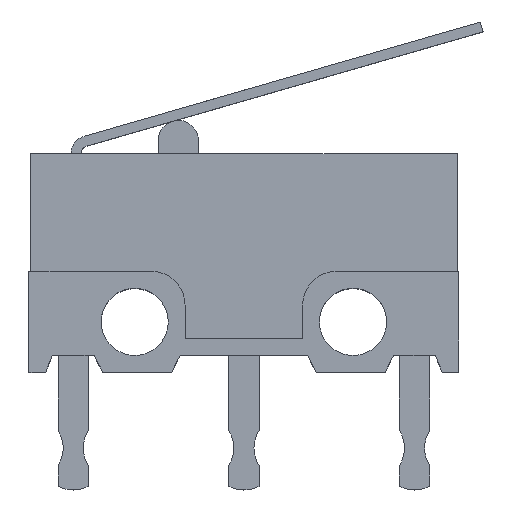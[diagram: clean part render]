
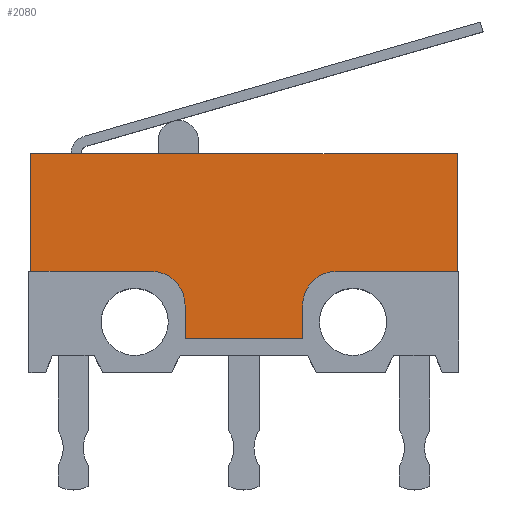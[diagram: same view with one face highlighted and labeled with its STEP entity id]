
A CAD part, top view. The second image highlights one B-rep face of the part: STEP entity #2080.
In plain terms, the highlighted planar face has unit normal (0, 0, 1).
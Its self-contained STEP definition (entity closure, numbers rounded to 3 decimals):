
#22 = ORIENTED_EDGE ( 'NONE', *, *, #1067, .T. ) ;
#62 = DIRECTION ( 'NONE',  ( 0., 1., 0. ) ) ;
#90 = ORIENTED_EDGE ( 'NONE', *, *, #1173, .T. ) ;
#107 = DIRECTION ( 'NONE',  ( 1., 0., 0. ) ) ;
#124 = CARTESIAN_POINT ( 'NONE',  ( 1.75, -291543.25, 2.85 ) ) ;
#228 = DIRECTION ( 'NONE',  ( 1., 0., 0. ) ) ;
#239 = DIRECTION ( 'NONE',  ( 1., 0., 0. ) ) ;
#251 = CARTESIAN_POINT ( 'NONE',  ( -400000., 1.5, 2.85 ) ) ;
#276 = EDGE_CURVE ( 'NONE', #2211, #1462, #1277, .T. ) ;
#307 = CARTESIAN_POINT ( 'NONE',  ( -1.75, -291543.25, 2.85 ) ) ;
#317 = FACE_OUTER_BOUND ( 'NONE', #419, .T. ) ;
#358 = DIRECTION ( 'NONE',  ( 1., 0., 0. ) ) ;
#395 = EDGE_CURVE ( 'NONE', #2447, #1111, #744, .T. ) ;
#406 = VECTOR ( 'NONE', #2102, 1000. ) ;
#419 = EDGE_LOOP ( 'NONE', ( #2883, #2110, #1567, #908, #768, #90, #1475, #878, #22, #2114 ) ) ;
#524 = VERTEX_POINT ( 'NONE', #1847 ) ;
#534 = CARTESIAN_POINT ( 'NONE',  ( 6.35, -291543.25, 2.85 ) ) ;
#558 = CARTESIAN_POINT ( 'NONE',  ( 2.75, 1.5, 2.85 ) ) ;
#566 = VERTEX_POINT ( 'NONE', #2303 ) ;
#579 = DIRECTION ( 'NONE',  ( 0., 0., 1. ) ) ;
#595 = VECTOR ( 'NONE', #2844, 1000. ) ;
#608 = EDGE_CURVE ( 'NONE', #1462, #1445, #842, .T. ) ;
#638 = DIRECTION ( 'NONE',  ( 1., 0., 0. ) ) ;
#643 = PLANE ( 'NONE',  #1492 ) ;
#670 = CARTESIAN_POINT ( 'NONE',  ( 1.75, -0.5, 2.85 ) ) ;
#744 = LINE ( 'NONE', #124, #2311 ) ;
#768 = ORIENTED_EDGE ( 'NONE', *, *, #608, .T. ) ;
#842 = LINE ( 'NONE', #1204, #2382 ) ;
#878 = ORIENTED_EDGE ( 'NONE', *, *, #1402, .T. ) ;
#904 = AXIS2_PLACEMENT_3D ( 'NONE', #2929, #2735, #638 ) ;
#908 = ORIENTED_EDGE ( 'NONE', *, *, #276, .T. ) ;
#1067 = EDGE_CURVE ( 'NONE', #566, #2447, #2567, .T. ) ;
#1111 = VERTEX_POINT ( 'NONE', #1389 ) ;
#1173 = EDGE_CURVE ( 'NONE', #1445, #1225, #2186, .T. ) ;
#1188 = LINE ( 'NONE', #2378, #595 ) ;
#1204 = CARTESIAN_POINT ( 'NONE',  ( -6.35, -291543.25, 2.85 ) ) ;
#1225 = VERTEX_POINT ( 'NONE', #2679 ) ;
#1277 = LINE ( 'NONE', #1911, #406 ) ;
#1281 = CARTESIAN_POINT ( 'NONE',  ( -2.75, 0.5, 2.85 ) ) ;
#1389 = CARTESIAN_POINT ( 'NONE',  ( 1.75, 0.5, 2.85 ) ) ;
#1395 = CIRCLE ( 'NONE', #2394, 1. ) ;
#1402 = EDGE_CURVE ( 'NONE', #524, #566, #2918, .T. ) ;
#1445 = VERTEX_POINT ( 'NONE', #1929 ) ;
#1455 = EDGE_CURVE ( 'NONE', #2119, #2211, #2058, .T. ) ;
#1462 = VERTEX_POINT ( 'NONE', #1711 ) ;
#1475 = ORIENTED_EDGE ( 'NONE', *, *, #2861, .F. ) ;
#1492 = AXIS2_PLACEMENT_3D ( 'NONE', #2238, #2163, #107 ) ;
#1530 = CIRCLE ( 'NONE', #904, 1. ) ;
#1567 = ORIENTED_EDGE ( 'NONE', *, *, #1455, .T. ) ;
#1692 = VECTOR ( 'NONE', #62, 1000. ) ;
#1711 = CARTESIAN_POINT ( 'NONE',  ( -6.35, 5., 2.85 ) ) ;
#1756 = DIRECTION ( 'NONE',  ( 0., 1., 0. ) ) ;
#1847 = CARTESIAN_POINT ( 'NONE',  ( -1.75, 0.5, 2.85 ) ) ;
#1881 = CARTESIAN_POINT ( 'NONE',  ( 6.35, 1.5, 2.85 ) ) ;
#1911 = CARTESIAN_POINT ( 'NONE',  ( -400000., 5., 2.85 ) ) ;
#1919 = DIRECTION ( 'NONE',  ( 0., -1., 0. ) ) ;
#1929 = CARTESIAN_POINT ( 'NONE',  ( -6.35, 1.5, 2.85 ) ) ;
#2058 = LINE ( 'NONE', #534, #1692 ) ;
#2065 = CARTESIAN_POINT ( 'NONE',  ( -400000., -0.5, 2.85 ) ) ;
#2080 = ADVANCED_FACE ( 'NONE', ( #317 ), #643, .T. ) ;
#2102 = DIRECTION ( 'NONE',  ( -1., 0., 0. ) ) ;
#2110 = ORIENTED_EDGE ( 'NONE', *, *, #2281, .T. ) ;
#2114 = ORIENTED_EDGE ( 'NONE', *, *, #395, .T. ) ;
#2119 = VERTEX_POINT ( 'NONE', #1881 ) ;
#2163 = DIRECTION ( 'NONE',  ( 0., 0., 1. ) ) ;
#2186 = LINE ( 'NONE', #251, #2566 ) ;
#2211 = VERTEX_POINT ( 'NONE', #2594 ) ;
#2238 = CARTESIAN_POINT ( 'NONE',  ( 2.75, 0.5, 2.85 ) ) ;
#2281 = EDGE_CURVE ( 'NONE', #2784, #2119, #1188, .T. ) ;
#2303 = CARTESIAN_POINT ( 'NONE',  ( -1.75, -0.5, 2.85 ) ) ;
#2311 = VECTOR ( 'NONE', #1756, 1000. ) ;
#2378 = CARTESIAN_POINT ( 'NONE',  ( -400000., 1.5, 2.85 ) ) ;
#2382 = VECTOR ( 'NONE', #2387, 1000. ) ;
#2387 = DIRECTION ( 'NONE',  ( 0., -1., 0. ) ) ;
#2394 = AXIS2_PLACEMENT_3D ( 'NONE', #1281, #579, #358 ) ;
#2447 = VERTEX_POINT ( 'NONE', #670 ) ;
#2461 = EDGE_CURVE ( 'NONE', #2784, #1111, #1530, .T. ) ;
#2566 = VECTOR ( 'NONE', #239, 1000. ) ;
#2567 = LINE ( 'NONE', #2065, #2678 ) ;
#2594 = CARTESIAN_POINT ( 'NONE',  ( 6.35, 5., 2.85 ) ) ;
#2678 = VECTOR ( 'NONE', #228, 1000. ) ;
#2679 = CARTESIAN_POINT ( 'NONE',  ( -2.75, 1.5, 2.85 ) ) ;
#2735 = DIRECTION ( 'NONE',  ( 0., 0., 1. ) ) ;
#2784 = VERTEX_POINT ( 'NONE', #558 ) ;
#2844 = DIRECTION ( 'NONE',  ( 1., 0., 0. ) ) ;
#2861 = EDGE_CURVE ( 'NONE', #524, #1225, #1395, .T. ) ;
#2883 = ORIENTED_EDGE ( 'NONE', *, *, #2461, .F. ) ;
#2918 = LINE ( 'NONE', #307, #2954 ) ;
#2929 = CARTESIAN_POINT ( 'NONE',  ( 2.75, 0.5, 2.85 ) ) ;
#2954 = VECTOR ( 'NONE', #1919, 1000. ) ;
